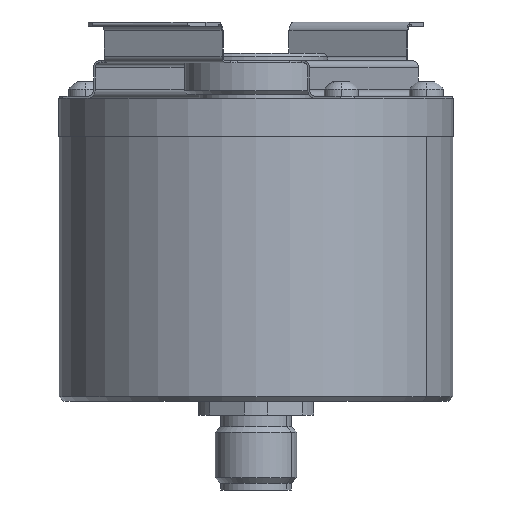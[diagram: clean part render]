
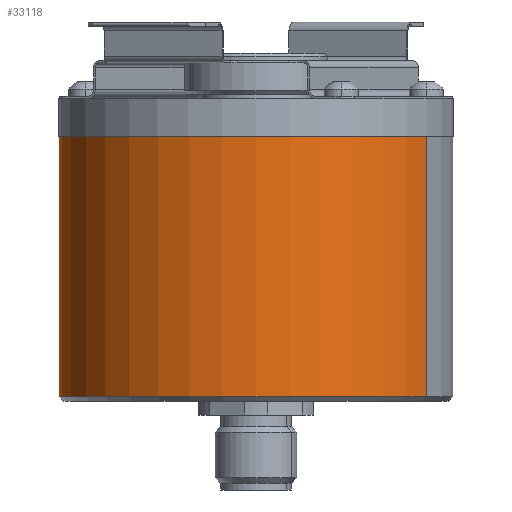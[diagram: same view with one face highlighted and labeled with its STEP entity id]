
A CAD part, front view. The second image highlights one B-rep face of the part: STEP entity #33118.
In plain terms, the highlighted cylindrical face has radius 28.9 mm (diameter 57.8 mm), a partial arc.
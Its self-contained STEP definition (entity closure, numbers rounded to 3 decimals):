
#10898=CARTESIAN_POINT('',(0.,0.,12.4));
#10899=DIRECTION('',(0.,0.,1.));
#10900=DIRECTION('',(-0.866,0.5,0.));
#10901=AXIS2_PLACEMENT_3D('',#10898,#10899,#10900);
#10907=DIRECTION('',(0.,0.,-1.));
#10908=VECTOR('',#10907,38.2);
#10909=CARTESIAN_POINT('',(25.028,-14.45,12.4));
#10910=LINE('',#10909,#10908);
#10911=DIRECTION('',(0.,0.,-1.));
#10912=VECTOR('',#10911,38.2);
#10913=CARTESIAN_POINT('',(-25.028,14.45,12.4));
#10914=LINE('',#10913,#10912);
#10924=CARTESIAN_POINT('',(0.,0.,-25.8));
#10925=DIRECTION('',(0.,0.,-1.));
#10926=DIRECTION('',(0.866,-0.5,0.));
#10927=AXIS2_PLACEMENT_3D('',#10924,#10925,#10926);
#19997=CARTESIAN_POINT('',(25.028,-14.45,-25.8));
#19998=CARTESIAN_POINT('',(-25.028,14.45,-25.8));
#19999=VERTEX_POINT('',#19997);
#20000=VERTEX_POINT('',#19998);
#20089=CARTESIAN_POINT('',(25.028,-14.45,12.4));
#20090=CARTESIAN_POINT('',(-25.028,14.45,12.4));
#20091=VERTEX_POINT('',#20089);
#20092=VERTEX_POINT('',#20090);
#33106=CARTESIAN_POINT('',(0.,0.,-28.445));
#33107=DIRECTION('',(0.,0.,1.));
#33108=DIRECTION('',(-0.866,0.5,0.));
#33109=AXIS2_PLACEMENT_3D('',#33106,#33107,#33108);
#33110=CYLINDRICAL_SURFACE('',#33109,28.9);
#33111=ORIENTED_EDGE('',*,*,#33074,.T.);
#33112=ORIENTED_EDGE('',*,*,#33101,.T.);
#33114=ORIENTED_EDGE('',*,*,#33113,.T.);
#33115=ORIENTED_EDGE('',*,*,#33097,.F.);
#33116=EDGE_LOOP('',(#33111,#33112,#33114,#33115));
#33117=FACE_OUTER_BOUND('',#33116,.F.);
#10902=CIRCLE('',#10901,28.9);
#10928=CIRCLE('',#10927,28.9);
#33074=EDGE_CURVE('',#20092,#20091,#10902,.T.);
#33097=EDGE_CURVE('',#20092,#20000,#10914,.T.);
#33101=EDGE_CURVE('',#20091,#19999,#10910,.T.);
#33113=EDGE_CURVE('',#19999,#20000,#10928,.T.);
#33118=ADVANCED_FACE('',(#33117),#33110,.T.);
